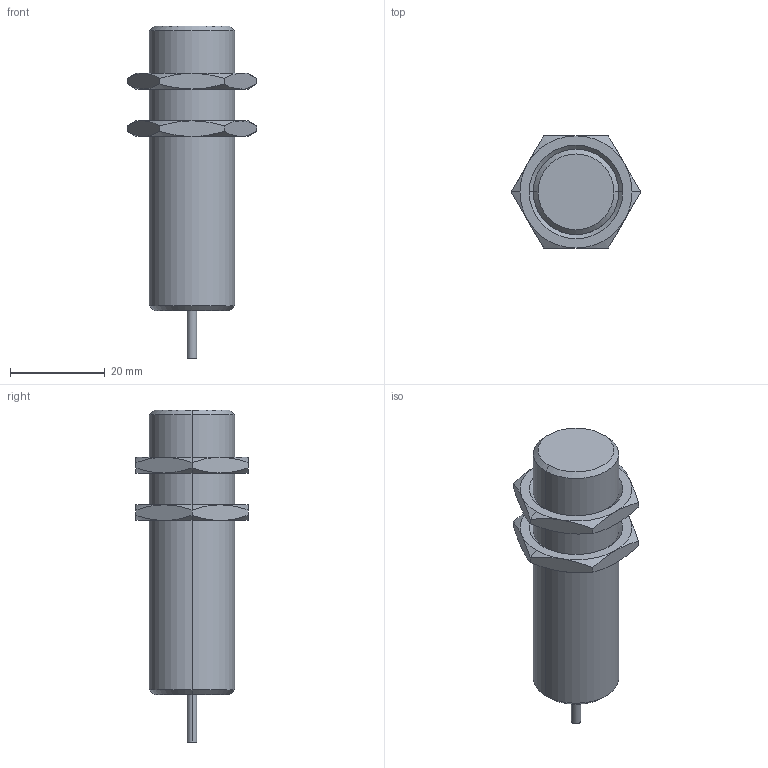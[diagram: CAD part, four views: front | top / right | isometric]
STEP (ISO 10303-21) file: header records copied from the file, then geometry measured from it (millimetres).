
FILE_DESCRIPTION((''),'2;1');
FILE_NAME('ASM0001_ASM','2012-02-09T',('dhelisch'),(''),'PRO/ENGINEER BY PARAMETRIC TECHNOLOGY CORPORATION, 2007250','PRO/ENGINEER BY PARAMETRIC TECHNOLOGY CORPORATION, 2007250','');
FILE_SCHEMA(('CONFIG_CONTROL_DESIGN'));
Length unit declared in the file: millimetre
Products named in the file (3): PRT0001; SECHSKANTMUTTER_5; ASM0001_ASM
Assembly tree (3 placements, depth 2):
  ASM0001_ASM
    PRT0001
    SECHSKANTMUTTER_5  x2
Bounding box: 27.31 x 23.65 x 70 mm (x, y, z)
Volume: 16612.5 mm3; surface area: 5524.7 mm2
Topology: 3 solids, 3 shells, 71 faces, 148 edges, 84 vertices
Faces by surface type: cone 44, plane 19, cylinder 8
Entity records: 1452 total; most frequent: CARTESIAN_POINT 331, DIRECTION 190, ORIENTED_EDGE 168, EDGE_CURVE 84, AXIS2_PLACEMENT_3D 83, COLOUR_RGB 74, VERTEX_POINT 48, EDGE_LOOP 44
